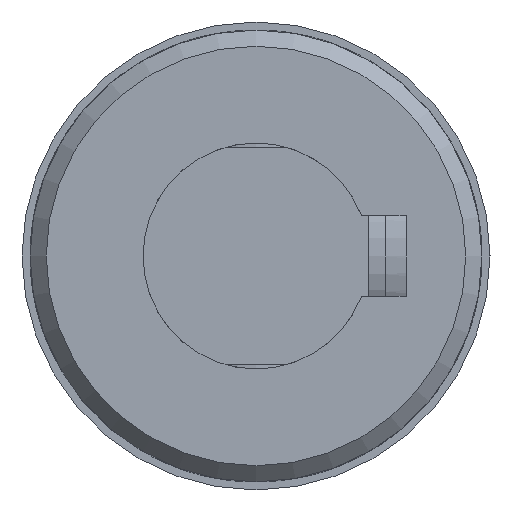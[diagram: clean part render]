
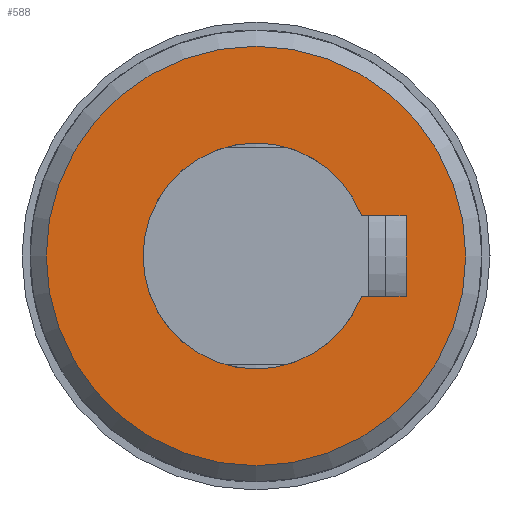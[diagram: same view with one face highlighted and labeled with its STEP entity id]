
A CAD part, left-side view. The second image highlights one B-rep face of the part: STEP entity #588.
In plain terms, the highlighted planar face has unit normal (-1, 0, 0).
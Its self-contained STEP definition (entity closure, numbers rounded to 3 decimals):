
#588 = ADVANCED_FACE( '', ( #1171, #1172 ), #1173, .T. );
#1171 = FACE_BOUND( '', #1753, .T. );
#1172 = FACE_OUTER_BOUND( '', #1754, .T. );
#1173 = PLANE( '', #1755 );
#1753 = EDGE_LOOP( '', ( #3095, #3096, #3097, #3098 ) );
#1754 = EDGE_LOOP( '', ( #3099 ) );
#1755 = AXIS2_PLACEMENT_3D( '', #3100, #3101, #3102 );
#3095 = ORIENTED_EDGE( '', *, *, #3818, .T. );
#3096 = ORIENTED_EDGE( '', *, *, #3897, .T. );
#3097 = ORIENTED_EDGE( '', *, *, #3898, .T. );
#3098 = ORIENTED_EDGE( '', *, *, #3677, .T. );
#3099 = ORIENTED_EDGE( '', *, *, #3728, .F. );
#3100 = CARTESIAN_POINT( '', ( 0., 13., 0. ) );
#3101 = DIRECTION( '', ( -1., 0., 0. ) );
#3102 = DIRECTION( '', ( 0., 0., 1. ) );
#3677 = EDGE_CURVE( '', #4462, #4460, #4463, .T. );
#3728 = EDGE_CURVE( '', #4534, #4534, #4535, .T. );
#3818 = EDGE_CURVE( '', #4460, #4661, #4663, .T. );
#3897 = EDGE_CURVE( '', #4661, #4760, #4761, .T. );
#3898 = EDGE_CURVE( '', #4760, #4462, #4762, .T. );
#4460 = VERTEX_POINT( '', #5940 );
#4462 = VERTEX_POINT( '', #5943 );
#4463 = LINE( '', #5944, #5945 );
#4534 = VERTEX_POINT( '', #6115 );
#4535 = CIRCLE( '', #6116, 13. );
#4661 = VERTEX_POINT( '', #6415 );
#4663 = LINE( '', #6418, #6419 );
#4760 = VERTEX_POINT( '', #6785 );
#4761 = CIRCLE( '', #6786, 7. );
#4762 = LINE( '', #6787, #6788 );
#5940 = CARTESIAN_POINT( '', ( 0., 2.5, -9.3 ) );
#5943 = CARTESIAN_POINT( '', ( 0., -2.5, -9.3 ) );
#5944 = CARTESIAN_POINT( '', ( 0., -2.5, -9.3 ) );
#5945 = VECTOR( '', #7262, 1000. );
#6115 = CARTESIAN_POINT( '', ( 0., 0., -13. ) );
#6116 = AXIS2_PLACEMENT_3D( '', #7311, #7312, #7313 );
#6415 = CARTESIAN_POINT( '', ( 0., 2.5, -6.538 ) );
#6418 = CARTESIAN_POINT( '', ( 0., 2.5, -9.3 ) );
#6419 = VECTOR( '', #7440, 1000. );
#6785 = CARTESIAN_POINT( '', ( 0., -2.5, -6.538 ) );
#6786 = AXIS2_PLACEMENT_3D( '', #7508, #7509, #7510 );
#6787 = CARTESIAN_POINT( '', ( 0., -2.5, 0. ) );
#6788 = VECTOR( '', #7511, 1000. );
#7262 = DIRECTION( '', ( 0., 1., 0. ) );
#7311 = CARTESIAN_POINT( '', ( 0., 0., 0. ) );
#7312 = DIRECTION( '', ( 1., 0., 0. ) );
#7313 = DIRECTION( '', ( 0., 0., -1. ) );
#7440 = DIRECTION( '', ( 0., 0., 1. ) );
#7508 = CARTESIAN_POINT( '', ( 0., 0., 0. ) );
#7509 = DIRECTION( '', ( 1., 0., 0. ) );
#7510 = DIRECTION( '', ( 0., 0., -1. ) );
#7511 = DIRECTION( '', ( 0., 0., -1. ) );
